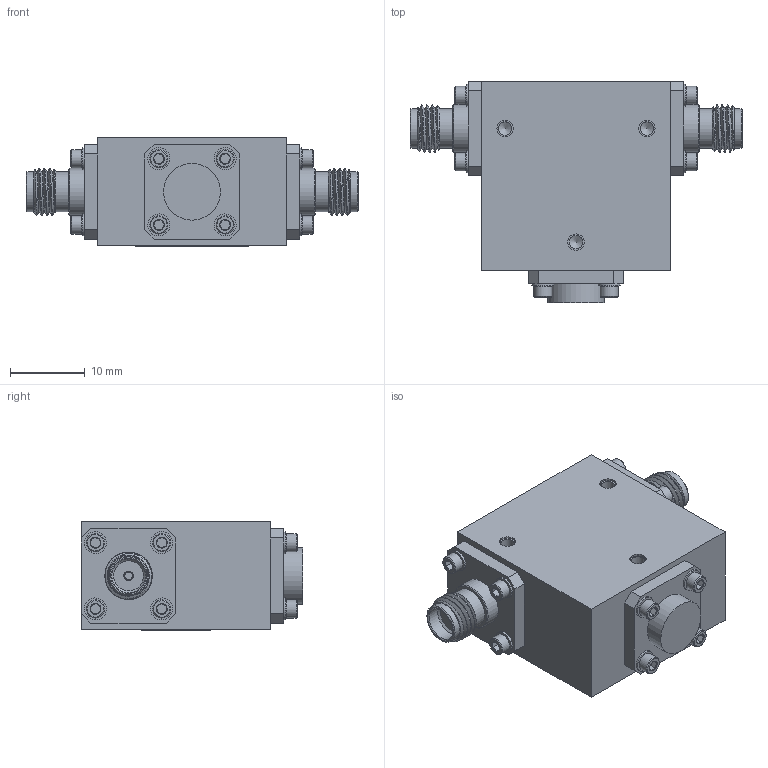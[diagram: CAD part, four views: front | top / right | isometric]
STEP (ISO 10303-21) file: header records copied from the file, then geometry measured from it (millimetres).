
FILE_DESCRIPTION (( 'STEP AP203' ), '1' );
FILE_NAME ('PE8302.step', '2020-01-23T22:28:10', ( '' ), ( '' ), 'SwSTEP 2.0', 'SolidWorks 2018', '' );
FILE_SCHEMA (( 'CONFIG_CONTROL_DESIGN' ));
Length unit declared in the file: inch
Products named in the file (1): PE8302
Bounding box: 44.55 x 29.72 x 14.53 mm (x, y, z)
Volume: 10604.8 mm3; surface area: 4371.2 mm2
Topology: 1 solids, 16 shells, 497 faces, 1029 edges, 632 vertices
Faces by surface type: plane 218, cylinder 135, cone 114, bspline 30
Full cylindrical faces by diameter (mm): 1.016 x5, 1.27 x5, 1.524 x36, 1.778 x6, 1.854 x15, 2.184 x6, 2.438 x12, 2.946 x12, 4.521 x2, 5.08 x3, 5.334 x4, 6.35 x2, 7.62 x1
Entity records: 21747 total; most frequent: CARTESIAN_POINT 13170, DIRECTION 1742, ORIENTED_EDGE 1512, EDGE_CURVE 756, AXIS2_PLACEMENT_3D 750, EDGE_LOOP 676, FACE_OUTER_BOUND 546, VERTEX_POINT 518
